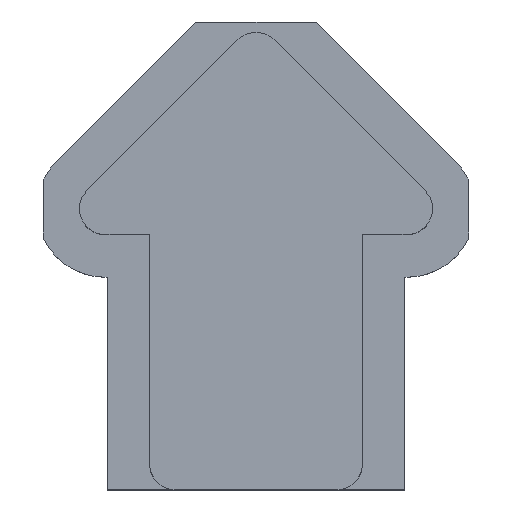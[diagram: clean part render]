
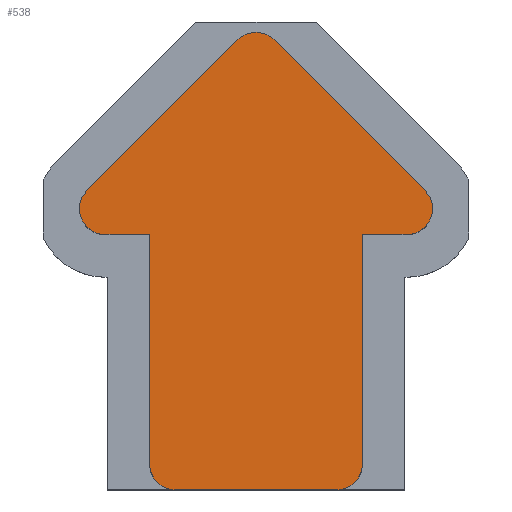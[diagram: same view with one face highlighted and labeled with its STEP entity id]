
A CAD part, top view. The second image highlights one B-rep face of the part: STEP entity #538.
In plain terms, the highlighted planar face has unit normal (0, 0, 1).
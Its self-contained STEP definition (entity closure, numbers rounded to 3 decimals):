
#28=CIRCLE('',#592,0.6);
#29=CIRCLE('',#595,0.6);
#30=CIRCLE('',#596,0.6);
#31=CIRCLE('',#597,0.6);
#32=CIRCLE('',#598,0.6);
#57=FACE_OUTER_BOUND('',#85,.T.);
#85=EDGE_LOOP('',(#440,#441,#442,#443,#444,#445,#446,#447,#448,#449,#450,
#451));
#141=LINE('',#881,#201);
#143=LINE('',#885,#203);
#144=LINE('',#889,#204);
#145=LINE('',#891,#205);
#146=LINE('',#895,#206);
#147=LINE('',#899,#207);
#148=LINE('',#901,#208);
#201=VECTOR('',#714,10.);
#203=VECTOR('',#718,10.);
#204=VECTOR('',#721,10.);
#205=VECTOR('',#722,10.);
#206=VECTOR('',#725,10.);
#207=VECTOR('',#728,10.);
#208=VECTOR('',#729,10.);
#258=VERTEX_POINT('',#874);
#259=VERTEX_POINT('',#875);
#260=VERTEX_POINT('',#880);
#261=VERTEX_POINT('',#884);
#262=VERTEX_POINT('',#886);
#263=VERTEX_POINT('',#888);
#264=VERTEX_POINT('',#890);
#265=VERTEX_POINT('',#892);
#266=VERTEX_POINT('',#894);
#267=VERTEX_POINT('',#896);
#268=VERTEX_POINT('',#898);
#269=VERTEX_POINT('',#900);
#324=EDGE_CURVE('',#258,#259,#28,.T.);
#327=EDGE_CURVE('',#260,#259,#141,.T.);
#329=EDGE_CURVE('',#258,#261,#143,.T.);
#330=EDGE_CURVE('',#262,#261,#29,.T.);
#331=EDGE_CURVE('',#262,#263,#144,.T.);
#332=EDGE_CURVE('',#263,#264,#145,.T.);
#333=EDGE_CURVE('',#265,#264,#30,.T.);
#334=EDGE_CURVE('',#265,#266,#146,.T.);
#335=EDGE_CURVE('',#267,#266,#31,.T.);
#336=EDGE_CURVE('',#267,#268,#147,.T.);
#337=EDGE_CURVE('',#268,#269,#148,.T.);
#338=EDGE_CURVE('',#260,#269,#32,.T.);
#440=ORIENTED_EDGE('',*,*,#324,.F.);
#441=ORIENTED_EDGE('',*,*,#329,.T.);
#442=ORIENTED_EDGE('',*,*,#330,.F.);
#443=ORIENTED_EDGE('',*,*,#331,.T.);
#444=ORIENTED_EDGE('',*,*,#332,.T.);
#445=ORIENTED_EDGE('',*,*,#333,.F.);
#446=ORIENTED_EDGE('',*,*,#334,.T.);
#447=ORIENTED_EDGE('',*,*,#335,.F.);
#448=ORIENTED_EDGE('',*,*,#336,.T.);
#449=ORIENTED_EDGE('',*,*,#337,.T.);
#450=ORIENTED_EDGE('',*,*,#338,.F.);
#451=ORIENTED_EDGE('',*,*,#327,.T.);
#514=PLANE('',#594);
#538=ADVANCED_FACE('',(#57),#514,.T.);
#592=AXIS2_PLACEMENT_3D('',#876,#708,#709);
#594=AXIS2_PLACEMENT_3D('',#883,#716,#717);
#595=AXIS2_PLACEMENT_3D('',#887,#719,#720);
#596=AXIS2_PLACEMENT_3D('',#893,#723,#724);
#597=AXIS2_PLACEMENT_3D('',#897,#726,#727);
#598=AXIS2_PLACEMENT_3D('',#902,#730,#731);
#708=DIRECTION('center_axis',(0.,0.,-1.));
#709=DIRECTION('ref_axis',(0.,1.,0.));
#714=DIRECTION('',(-0.707,0.707,0.));
#716=DIRECTION('center_axis',(0.,0.,1.));
#717=DIRECTION('ref_axis',(1.,0.,0.));
#718=DIRECTION('',(-0.707,-0.707,0.));
#719=DIRECTION('center_axis',(0.,0.,-1.));
#720=DIRECTION('ref_axis',(-0.924,-0.383,0.));
#721=DIRECTION('',(1.,0.,0.));
#722=DIRECTION('',(0.,-1.,0.));
#723=DIRECTION('center_axis',(0.,0.,-1.));
#724=DIRECTION('ref_axis',(-0.707,-0.707,0.));
#725=DIRECTION('',(1.,0.,0.));
#726=DIRECTION('center_axis',(0.,0.,-1.));
#727=DIRECTION('ref_axis',(0.707,-0.707,0.));
#728=DIRECTION('',(0.,1.,0.));
#729=DIRECTION('',(1.,0.,0.));
#730=DIRECTION('center_axis',(0.,0.,-1.));
#731=DIRECTION('ref_axis',(0.924,-0.383,0.));
#874=CARTESIAN_POINT('',(-0.424,5.076,5.4));
#875=CARTESIAN_POINT('',(0.424,5.076,5.4));
#876=CARTESIAN_POINT('Origin',(0.,4.651,5.4));
#880=CARTESIAN_POINT('',(3.976,1.524,5.4));
#881=CARTESIAN_POINT('',(0.,5.5,5.4));
#883=CARTESIAN_POINT('Origin',(0.,0.,
5.4));
#884=CARTESIAN_POINT('',(-3.976,1.524,5.4));
#885=CARTESIAN_POINT('',(-5.,0.5,5.4));
#886=CARTESIAN_POINT('',(-3.551,0.5,5.4));
#887=CARTESIAN_POINT('Origin',(-3.551,1.1,5.4));
#888=CARTESIAN_POINT('',(-2.5,0.5,5.4));
#889=CARTESIAN_POINT('',(-2.5,0.5,5.4));
#890=CARTESIAN_POINT('',(-2.5,-4.9,5.4));
#891=CARTESIAN_POINT('',(-2.5,-5.5,5.4));
#892=CARTESIAN_POINT('',(-1.9,-5.5,5.4));
#893=CARTESIAN_POINT('Origin',(-1.9,-4.9,5.4));
#894=CARTESIAN_POINT('',(1.9,-5.5,5.4));
#895=CARTESIAN_POINT('',(5.,-5.5,5.4));
#896=CARTESIAN_POINT('',(2.5,-4.9,5.4));
#897=CARTESIAN_POINT('Origin',(1.9,-4.9,5.4));
#898=CARTESIAN_POINT('',(2.5,0.5,5.4));
#899=CARTESIAN_POINT('',(2.5,0.5,5.4));
#900=CARTESIAN_POINT('',(3.551,0.5,5.4));
#901=CARTESIAN_POINT('',(5.,0.5,5.4));
#902=CARTESIAN_POINT('Origin',(3.551,1.1,5.4));
